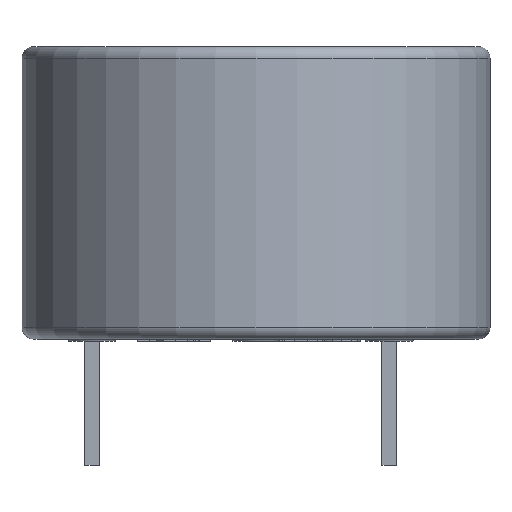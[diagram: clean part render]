
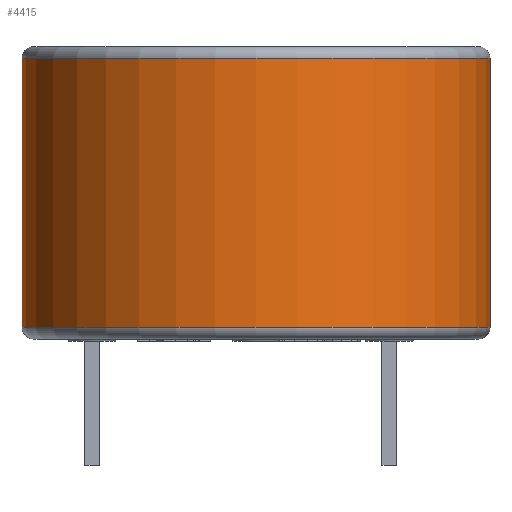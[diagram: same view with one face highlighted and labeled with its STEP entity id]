
A CAD part, front view. The second image highlights one B-rep face of the part: STEP entity #4415.
In plain terms, the highlighted cylindrical face has radius 10 mm (diameter 20 mm), a full revolution.
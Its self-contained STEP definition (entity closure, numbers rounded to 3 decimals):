
#18=CYLINDRICAL_SURFACE('',#4579,10.);
#47=CIRCLE('',#4577,10.);
#49=CIRCLE('',#4580,10.);
#430=FACE_OUTER_BOUND('',#689,.T.);
#689=EDGE_LOOP('',(#3973,#3974,#3975,#3976));
#1066=LINE('',#8436,#1459);
#1459=VECTOR('',#5203,10.);
#2128=VERTEX_POINT('',#8430);
#2129=VERTEX_POINT('',#8434);
#2752=EDGE_CURVE('',#2128,#2128,#47,.T.);
#2754=EDGE_CURVE('',#2129,#2129,#49,.T.);
#2755=EDGE_CURVE('',#2129,#2128,#1066,.T.);
#3973=ORIENTED_EDGE('',*,*,#2754,.F.);
#3974=ORIENTED_EDGE('',*,*,#2755,.T.);
#3975=ORIENTED_EDGE('',*,*,#2752,.F.);
#3976=ORIENTED_EDGE('',*,*,#2755,.F.);
#4415=ADVANCED_FACE('',(#430),#18,.T.);
#4577=AXIS2_PLACEMENT_3D('',#8431,#5195,#5196);
#4579=AXIS2_PLACEMENT_3D('',#8433,#5199,#5200);
#4580=AXIS2_PLACEMENT_3D('',#8435,#5201,#5202);
#5195=DIRECTION('center_axis',(0.,0.,-1.));
#5196=DIRECTION('ref_axis',(1.,0.,0.));
#5199=DIRECTION('center_axis',(0.,0.,1.));
#5200=DIRECTION('ref_axis',(1.,0.,0.));
#5201=DIRECTION('center_axis',(0.,0.,1.));
#5202=DIRECTION('ref_axis',(1.,0.,0.));
#5203=DIRECTION('',(0.,0.,-1.));
#8430=CARTESIAN_POINT('',(-10.,0.,0.5));
#8431=CARTESIAN_POINT('Origin',(0.,0.,0.5));
#8433=CARTESIAN_POINT('Origin',(0.,0.,0.));
#8434=CARTESIAN_POINT('',(-10.,0.,12.));
#8435=CARTESIAN_POINT('Origin',(0.,0.,12.));
#8436=CARTESIAN_POINT('',(-10.,0.,0.));
